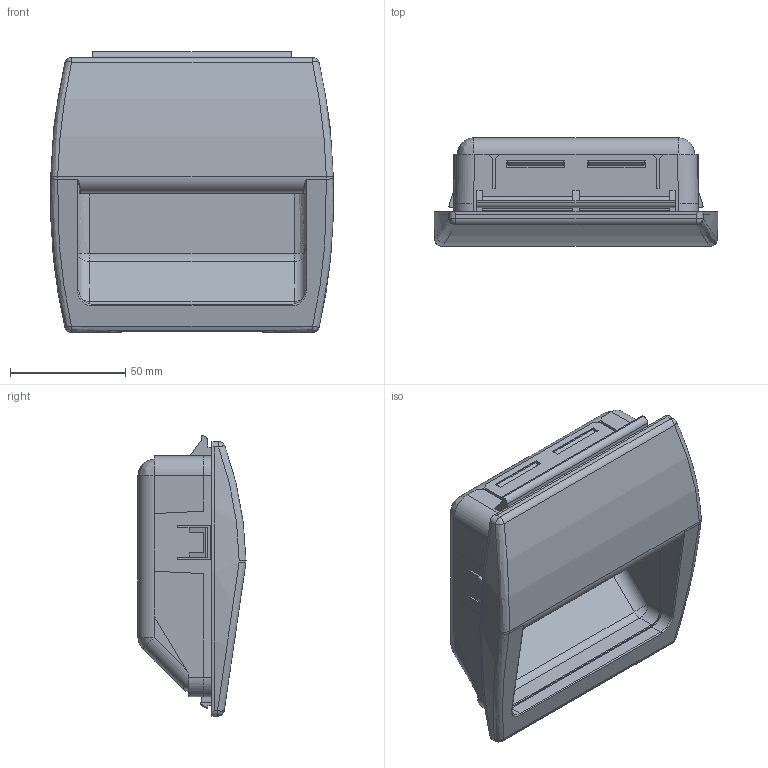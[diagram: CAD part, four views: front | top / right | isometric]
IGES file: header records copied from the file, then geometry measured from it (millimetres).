
Start section: ------------------------------------------------------------------------
Global section: file name: PC011.8072.THA_472_W_1_6_21863.igs; native system: spGate; preprocessor: ver19.8.4 (****-****-****-****); author: Unknown; organization: Unknown; date: 240603.184002; units: millimetre
Bounding box: 122.96 x 46.8 x 121.5 mm (x, y, z)
Volume: 107663.3 mm3; surface area: 102415.5 mm2
Topology: 3 solids, 3 shells, 703 faces, 1818 edges, 1094 vertices
Faces by surface type: bspline 703
